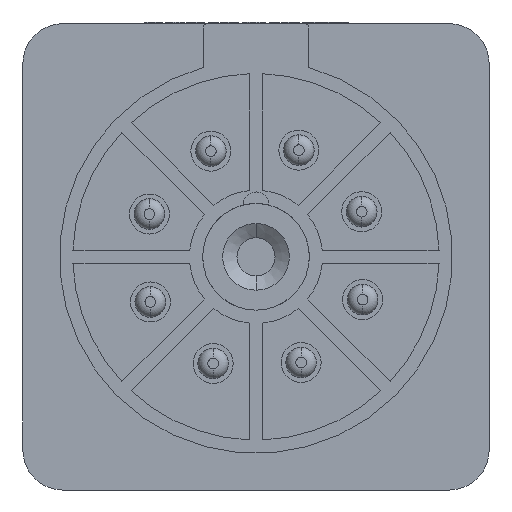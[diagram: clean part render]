
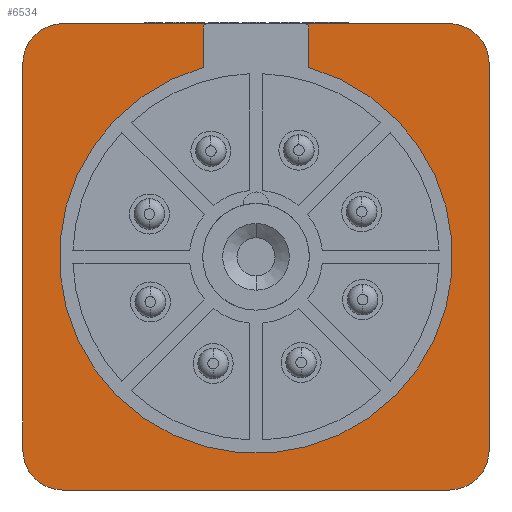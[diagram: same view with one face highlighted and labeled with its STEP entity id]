
A CAD part, front view. The second image highlights one B-rep face of the part: STEP entity #6534.
In plain terms, the highlighted planar face has unit normal (0, -1, 0).
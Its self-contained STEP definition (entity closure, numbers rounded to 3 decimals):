
#89 = CARTESIAN_POINT ( 'NONE',  ( -17.5, -1.75, 14.5 ) ) ;
#185 = EDGE_CURVE ( 'NONE', #2123, #16340, #6138, .T. ) ;
#326 = DIRECTION ( 'NONE',  ( 0., 0., -1. ) ) ;
#334 = DIRECTION ( 'NONE',  ( 0., 0., 1. ) ) ;
#731 = ORIENTED_EDGE ( 'NONE', *, *, #5627, .F. ) ;
#773 = EDGE_CURVE ( 'NONE', #4012, #13532, #6957, .T. ) ;
#788 = EDGE_CURVE ( 'NONE', #7092, #12831, #10647, .T. ) ;
#825 = CARTESIAN_POINT ( 'NONE',  ( 17.5, -1.75, 14.5 ) ) ;
#905 = ORIENTED_EDGE ( 'NONE', *, *, #4328, .F. ) ;
#1032 = AXIS2_PLACEMENT_3D ( 'NONE', #13695, #5368, #15098 ) ;
#1199 = CARTESIAN_POINT ( 'NONE',  ( 17.5, -1.75, 14.5 ) ) ;
#2123 = VERTEX_POINT ( 'NONE', #89 ) ;
#2308 = CARTESIAN_POINT ( 'NONE',  ( 14.5, -1.75, 17.5 ) ) ;
#2389 = CIRCLE ( 'NONE', #10415, 14.752 ) ;
#2406 = DIRECTION ( 'NONE',  ( 0., 0., 1. ) ) ;
#2578 = EDGE_LOOP ( 'NONE', ( #8311, #16236, #14282, #3867, #10975, #8807, #9441, #905, #9304, #13825, #731, #6449, #11799, #7026 ) ) ;
#2661 = DIRECTION ( 'NONE',  ( 0., 1., 0. ) ) ;
#2810 = AXIS2_PLACEMENT_3D ( 'NONE', #13187, #4881, #14592 ) ;
#2874 = DIRECTION ( 'NONE',  ( 0., 1., 0. ) ) ;
#3029 = EDGE_CURVE ( 'NONE', #5614, #17179, #5507, .T. ) ;
#3225 = CARTESIAN_POINT ( 'NONE',  ( -17.5, -1.75, -14.5 ) ) ;
#3686 = CARTESIAN_POINT ( 'NONE',  ( -14.5, -1.75, 17.5 ) ) ;
#3754 = CARTESIAN_POINT ( 'NONE',  ( -3.945, -1.75, 14.217 ) ) ;
#3867 = ORIENTED_EDGE ( 'NONE', *, *, #4992, .F. ) ;
#3918 = VECTOR ( 'NONE', #16384, 1000. ) ;
#4012 = VERTEX_POINT ( 'NONE', #16988 ) ;
#4065 = CARTESIAN_POINT ( 'NONE',  ( 14.5, -1.75, 17.5 ) ) ;
#4328 = EDGE_CURVE ( 'NONE', #12498, #5614, #14417, .T. ) ;
#4479 = CARTESIAN_POINT ( 'NONE',  ( 14.5, -1.75, -17.5 ) ) ;
#4742 = EDGE_CURVE ( 'NONE', #14138, #6258, #5685, .T. ) ;
#4881 = DIRECTION ( 'NONE',  ( 0., 1., 0. ) ) ;
#4992 = EDGE_CURVE ( 'NONE', #6258, #2123, #12828, .T. ) ;
#5200 = DIRECTION ( 'NONE',  ( 0., -1., 0. ) ) ;
#5368 = DIRECTION ( 'NONE',  ( 0., -1., 0. ) ) ;
#5507 = CIRCLE ( 'NONE', #2810, 3. ) ;
#5614 = VERTEX_POINT ( 'NONE', #6743 ) ;
#5627 = EDGE_CURVE ( 'NONE', #6029, #7092, #11359, .T. ) ;
#5685 = CIRCLE ( 'NONE', #9350, 3. ) ;
#5799 = CARTESIAN_POINT ( 'NONE',  ( 14.5, -1.75, 17.5 ) ) ;
#5857 = VECTOR ( 'NONE', #11970, 1000. ) ;
#6029 = VERTEX_POINT ( 'NONE', #8199 ) ;
#6054 = CARTESIAN_POINT ( 'NONE',  ( 14.5, -1.75, 14.5 ) ) ;
#6138 = CIRCLE ( 'NONE', #17663, 3. ) ;
#6258 = VERTEX_POINT ( 'NONE', #3225 ) ;
#6449 = ORIENTED_EDGE ( 'NONE', *, *, #10535, .F. ) ;
#6534 = ADVANCED_FACE ( 'NONE', ( #12342 ), #13681, .F. ) ;
#6728 = CARTESIAN_POINT ( 'NONE',  ( 3.945, -1.75, 14.217 ) ) ;
#6743 = CARTESIAN_POINT ( 'NONE',  ( 17.5, -1.75, -14.5 ) ) ;
#6875 = DIRECTION ( 'NONE',  ( 1., 0., 0. ) ) ;
#6957 = LINE ( 'NONE', #3754, #14313 ) ;
#7026 = ORIENTED_EDGE ( 'NONE', *, *, #773, .F. ) ;
#7092 = VERTEX_POINT ( 'NONE', #8997 ) ;
#7384 = CIRCLE ( 'NONE', #17341, 3. ) ;
#7438 = DIRECTION ( 'NONE',  ( 0., 0., 1. ) ) ;
#7930 = CARTESIAN_POINT ( 'NONE',  ( -14.5, -1.75, -17.5 ) ) ;
#8199 = CARTESIAN_POINT ( 'NONE',  ( 3.945, -1.75, 17.25 ) ) ;
#8271 = CARTESIAN_POINT ( 'NONE',  ( -3.695, -1.75, 17.5 ) ) ;
#8311 = ORIENTED_EDGE ( 'NONE', *, *, #12070, .F. ) ;
#8564 = DIRECTION ( 'NONE',  ( 0., -1., 0. ) ) ;
#8579 = DIRECTION ( 'NONE',  ( 0., 1., 0. ) ) ;
#8807 = ORIENTED_EDGE ( 'NONE', *, *, #10572, .F. ) ;
#8997 = CARTESIAN_POINT ( 'NONE',  ( 3.695, -1.75, 17.5 ) ) ;
#9242 = VERTEX_POINT ( 'NONE', #8271 ) ;
#9304 = ORIENTED_EDGE ( 'NONE', *, *, #12925, .F. ) ;
#9350 = AXIS2_PLACEMENT_3D ( 'NONE', #16878, #8579, #334 ) ;
#9441 = ORIENTED_EDGE ( 'NONE', *, *, #3029, .F. ) ;
#9487 = DIRECTION ( 'NONE',  ( 0., 0., -1. ) ) ;
#9902 = VECTOR ( 'NONE', #6875, 1000. ) ;
#10322 = LINE ( 'NONE', #4065, #9902 ) ;
#10415 = AXIS2_PLACEMENT_3D ( 'NONE', #13524, #5200, #14913 ) ;
#10520 = CARTESIAN_POINT ( 'NONE',  ( -3.945, -1.75, 14.217 ) ) ;
#10535 = EDGE_CURVE ( 'NONE', #14721, #6029, #14540, .T. ) ;
#10572 = EDGE_CURVE ( 'NONE', #17179, #14138, #12584, .T. ) ;
#10647 = LINE ( 'NONE', #2308, #13881 ) ;
#10962 = CARTESIAN_POINT ( 'NONE',  ( -14.5, -1.75, -14.5 ) ) ;
#10975 = ORIENTED_EDGE ( 'NONE', *, *, #4742, .F. ) ;
#11176 = CARTESIAN_POINT ( 'NONE',  ( -14.5, -1.75, 14.5 ) ) ;
#11359 = CIRCLE ( 'NONE', #1032, 0.25 ) ;
#11799 = ORIENTED_EDGE ( 'NONE', *, *, #13853, .F. ) ;
#11881 = CARTESIAN_POINT ( 'NONE',  ( 3.945, -1.75, 14.217 ) ) ;
#11970 = DIRECTION ( 'NONE',  ( -1., 0., 0. ) ) ;
#12070 = EDGE_CURVE ( 'NONE', #9242, #4012, #15661, .T. ) ;
#12077 = CARTESIAN_POINT ( 'NONE',  ( -17.5, -1.75, 14.5 ) ) ;
#12328 = DIRECTION ( 'NONE',  ( 0., 0., 1. ) ) ;
#12342 = FACE_OUTER_BOUND ( 'NONE', #2578, .T. ) ;
#12498 = VERTEX_POINT ( 'NONE', #825 ) ;
#12547 = DIRECTION ( 'NONE',  ( 0., 0., -1. ) ) ;
#12584 = LINE ( 'NONE', #16452, #5857 ) ;
#12828 = LINE ( 'NONE', #12077, #16508 ) ;
#12831 = VERTEX_POINT ( 'NONE', #5799 ) ;
#12925 = EDGE_CURVE ( 'NONE', #12831, #12498, #7384, .T. ) ;
#13187 = CARTESIAN_POINT ( 'NONE',  ( 14.5, -1.75, -14.5 ) ) ;
#13395 = DIRECTION ( 'NONE',  ( 0., 0., -1. ) ) ;
#13461 = DIRECTION ( 'NONE',  ( 1., 0., 0. ) ) ;
#13524 = CARTESIAN_POINT ( 'NONE',  ( 0., -1.75, 0.002 ) ) ;
#13532 = VERTEX_POINT ( 'NONE', #10520 ) ;
#13681 = PLANE ( 'NONE',  #15089 ) ;
#13695 = CARTESIAN_POINT ( 'NONE',  ( 3.695, -1.75, 17.25 ) ) ;
#13825 = ORIENTED_EDGE ( 'NONE', *, *, #788, .F. ) ;
#13853 = EDGE_CURVE ( 'NONE', #13532, #14721, #2389, .T. ) ;
#13881 = VECTOR ( 'NONE', #13461, 1000. ) ;
#14138 = VERTEX_POINT ( 'NONE', #7930 ) ;
#14282 = ORIENTED_EDGE ( 'NONE', *, *, #185, .F. ) ;
#14313 = VECTOR ( 'NONE', #13395, 1000. ) ;
#14417 = LINE ( 'NONE', #1199, #15705 ) ;
#14540 = LINE ( 'NONE', #6728, #3918 ) ;
#14592 = DIRECTION ( 'NONE',  ( 0., 0., 1. ) ) ;
#14721 = VERTEX_POINT ( 'NONE', #11881 ) ;
#14913 = DIRECTION ( 'NONE',  ( 0., 0., -1. ) ) ;
#15032 = AXIS2_PLACEMENT_3D ( 'NONE', #16865, #8564, #326 ) ;
#15089 = AXIS2_PLACEMENT_3D ( 'NONE', #10962, #2661, #12328 ) ;
#15098 = DIRECTION ( 'NONE',  ( 0., 0., -1. ) ) ;
#15661 = CIRCLE ( 'NONE', #15032, 0.25 ) ;
#15705 = VECTOR ( 'NONE', #9487, 1000. ) ;
#15728 = DIRECTION ( 'NONE',  ( 0., 1., 0. ) ) ;
#16023 = EDGE_CURVE ( 'NONE', #16340, #9242, #10322, .T. ) ;
#16236 = ORIENTED_EDGE ( 'NONE', *, *, #16023, .F. ) ;
#16340 = VERTEX_POINT ( 'NONE', #3686 ) ;
#16384 = DIRECTION ( 'NONE',  ( 0., 0., 1. ) ) ;
#16452 = CARTESIAN_POINT ( 'NONE',  ( 14.5, -1.75, -17.5 ) ) ;
#16508 = VECTOR ( 'NONE', #2406, 1000. ) ;
#16865 = CARTESIAN_POINT ( 'NONE',  ( -3.695, -1.75, 17.25 ) ) ;
#16878 = CARTESIAN_POINT ( 'NONE',  ( -14.5, -1.75, -14.5 ) ) ;
#16988 = CARTESIAN_POINT ( 'NONE',  ( -3.945, -1.75, 17.25 ) ) ;
#17179 = VERTEX_POINT ( 'NONE', #4479 ) ;
#17341 = AXIS2_PLACEMENT_3D ( 'NONE', #6054, #15728, #7438 ) ;
#17663 = AXIS2_PLACEMENT_3D ( 'NONE', #11176, #2874, #12547 ) ;
